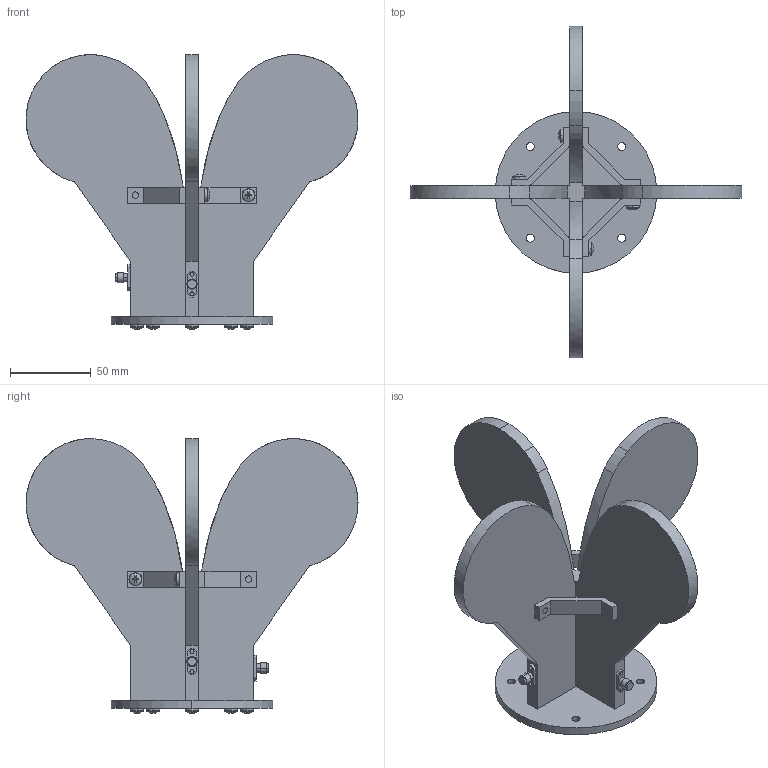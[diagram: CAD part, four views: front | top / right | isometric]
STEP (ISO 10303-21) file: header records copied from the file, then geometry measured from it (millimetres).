
FILE_DESCRIPTION (( 'STEP AP203' ), '1' );
FILE_NAME ('SAC-0130430845-SF-S4-DP-QR.STEP', '2019-05-15T16:44:13', ( '' ), ( '' ), 'SwSTEP 2.0', 'SolidWorks 2016', '' );
FILE_SCHEMA (( 'CONFIG_CONTROL_DESIGN' ));
Length unit declared in the file: inch
Products named in the file (1): SAC-0130430845-SF-S4-DP-QR
Bounding box: 205.34 x 205.34 x 169.94 mm (x, y, z)
Volume: 360178.5 mm3; surface area: 114695.3 mm2
Topology: 16 solids, 18 shells, 586 faces, 1401 edges, 874 vertices
Faces by surface type: plane 315, cylinder 135, cone 72, bspline 64
Entity records: 20012 total; most frequent: CARTESIAN_POINT 6725, ORIENTED_EDGE 2754, DIRECTION 2711, EDGE_CURVE 1377, AXIS2_PLACEMENT_3D 1064, VERTEX_POINT 874, EDGE_LOOP 659, FACE_OUTER_BOUND 586
